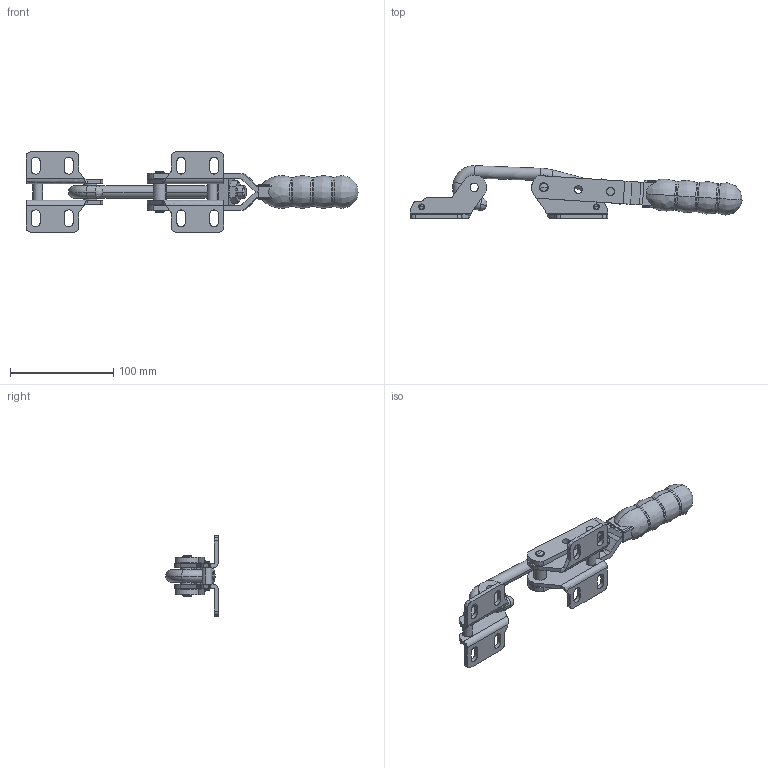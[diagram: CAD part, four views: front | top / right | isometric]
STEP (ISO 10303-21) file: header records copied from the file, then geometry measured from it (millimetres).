
FILE_DESCRIPTION((''),'2;1');
FILE_NAME('HC03.stp','2009-10-27T15:20:47',('David'),(''),'Autodesk Inventor 8','Autodesk Inventor 8','');
FILE_SCHEMA(('AUTOMOTIVE_DESIGN { 1 0 10303 214 1 1 1 1 }'));
Length unit declared in the file: millimetre
Products named in the file (5): HC03; HC03 SIDEPLATE ASSEMBLY; HC03 HANDLE ASSEMBLY; HC03 HOOK ADJUSTMENT BLOCK ASSEMBLY; HC03 HOOK
Assembly tree (5 placements, depth 2):
  HC03
    HC03 SIDEPLATE ASSEMBLY  x2
    HC03 HANDLE ASSEMBLY
    HC03 HOOK ADJUSTMENT BLOCK ASSEMBLY
    HC03 HOOK
Bounding box: 322.06 x 50.98 x 78 mm (x, y, z)
Volume: 167964.1 mm3; surface area: 65522.2 mm2
Topology: 5 solids, 7 shells, 410 faces, 1064 edges, 671 vertices
Faces by surface type: bspline 131, cylinder 114, plane 85, cone 42, torus 30, sphere 8
Entity records: 11230 total; most frequent: CARTESIAN_POINT 4037, DIRECTION 1527, ORIENTED_EDGE 1492, EDGE_CURVE 746, AXIS2_PLACEMENT_3D 619, VERTEX_POINT 473, CIRCLE 391, EDGE_LOOP 343
